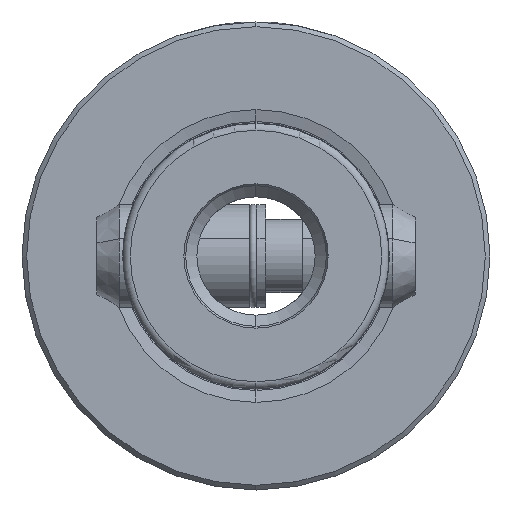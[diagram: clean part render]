
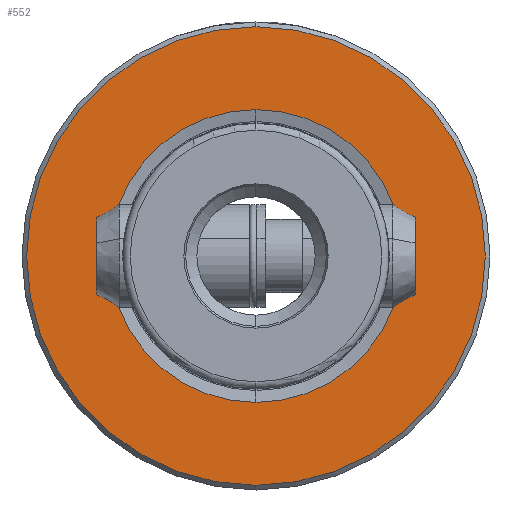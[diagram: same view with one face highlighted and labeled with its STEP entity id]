
A CAD part, left-side view. The second image highlights one B-rep face of the part: STEP entity #552.
In plain terms, the highlighted face is planar.
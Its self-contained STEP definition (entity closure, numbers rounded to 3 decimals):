
#44 = VERTEX_POINT ( 'NONE', #122 ) ;
#75 = AXIS2_PLACEMENT_3D ( 'NONE', #3486, #1197, #4250 ) ;
#122 = CARTESIAN_POINT ( 'NONE',  ( -31., 0., 100. ) ) ;
#137 = ORIENTED_EDGE ( 'NONE', *, *, #4872, .F. ) ;
#184 = DIRECTION ( 'NONE',  ( 1., 0., 0. ) ) ;
#204 = EDGE_CURVE ( 'NONE', #394, #4669, #2899, .T. ) ;
#335 = EDGE_CURVE ( 'NONE', #44, #1409, #1877, .T. ) ;
#394 = VERTEX_POINT ( 'NONE', #3208 ) ;
#552 = ADVANCED_FACE ( 'NONE', ( #600, #1395 ), #1320, .T. ) ;
#584 = DIRECTION ( 'NONE',  ( 0., 0., 1. ) ) ;
#600 = FACE_BOUND ( 'NONE', #2747, .T. ) ;
#617 = CIRCLE ( 'NONE', #3488, 31. ) ;
#764 = ORIENTED_EDGE ( 'NONE', *, *, #335, .T. ) ;
#956 = DIRECTION ( 'NONE',  ( 0., 0., 1. ) ) ;
#1197 = DIRECTION ( 'NONE',  ( 0., 0., 1. ) ) ;
#1309 = DIRECTION ( 'NONE',  ( 1., 0., 0. ) ) ;
#1320 = PLANE ( 'NONE',  #4613 ) ;
#1331 = CARTESIAN_POINT ( 'NONE',  ( 0., 0., 100. ) ) ;
#1395 = FACE_OUTER_BOUND ( 'NONE', #2087, .T. ) ;
#1409 = VERTEX_POINT ( 'NONE', #3357 ) ;
#1693 = ORIENTED_EDGE ( 'NONE', *, *, #3443, .T. ) ;
#1724 = DIRECTION ( 'NONE',  ( 0., 0., 1. ) ) ;
#1877 = CIRCLE ( 'NONE', #75, 31. ) ;
#2087 = EDGE_LOOP ( 'NONE', ( #764, #1693 ) ) ;
#2472 = DIRECTION ( 'NONE',  ( 1., 0., 0. ) ) ;
#2612 = CIRCLE ( 'NONE', #3595, 19.795 ) ;
#2747 = EDGE_LOOP ( 'NONE', ( #137, #4614 ) ) ;
#2898 = CARTESIAN_POINT ( 'NONE',  ( 0., 0., 100. ) ) ;
#2899 = CIRCLE ( 'NONE', #4962, 19.795 ) ;
#3034 = CARTESIAN_POINT ( 'NONE',  ( 19.795, 0., 100. ) ) ;
#3208 = CARTESIAN_POINT ( 'NONE',  ( -19.795, 0., 100. ) ) ;
#3261 = CARTESIAN_POINT ( 'NONE',  ( 0., 0., 100. ) ) ;
#3357 = CARTESIAN_POINT ( 'NONE',  ( 31., 0., 100. ) ) ;
#3443 = EDGE_CURVE ( 'NONE', #1409, #44, #617, .T. ) ;
#3486 = CARTESIAN_POINT ( 'NONE',  ( 0., 0., 100. ) ) ;
#3488 = AXIS2_PLACEMENT_3D ( 'NONE', #3261, #956, #2472 ) ;
#3595 = AXIS2_PLACEMENT_3D ( 'NONE', #1331, #1724, #184 ) ;
#3958 = CARTESIAN_POINT ( 'NONE',  ( 0., 0., 100. ) ) ;
#4250 = DIRECTION ( 'NONE',  ( 1., 0., 0. ) ) ;
#4613 = AXIS2_PLACEMENT_3D ( 'NONE', #2898, #584, #4806 ) ;
#4614 = ORIENTED_EDGE ( 'NONE', *, *, #204, .F. ) ;
#4669 = VERTEX_POINT ( 'NONE', #3034 ) ;
#4806 = DIRECTION ( 'NONE',  ( 1., 0., 0. ) ) ;
#4810 = DIRECTION ( 'NONE',  ( 0., 0., 1. ) ) ;
#4872 = EDGE_CURVE ( 'NONE', #4669, #394, #2612, .T. ) ;
#4962 = AXIS2_PLACEMENT_3D ( 'NONE', #3958, #4810, #1309 ) ;
